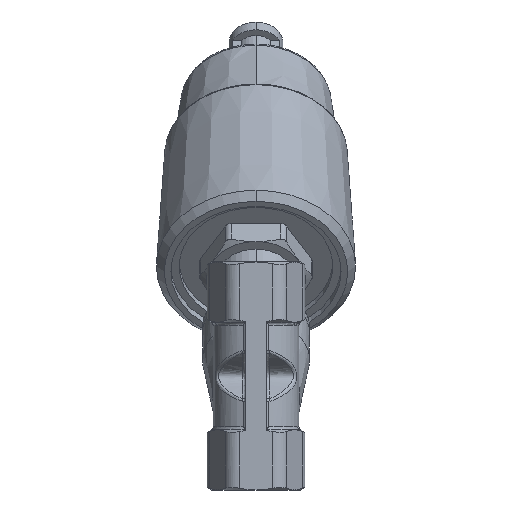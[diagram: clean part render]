
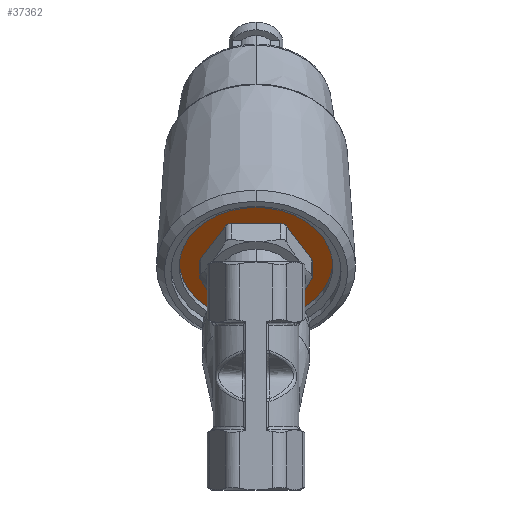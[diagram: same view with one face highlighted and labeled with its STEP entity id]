
A CAD part, front view. The second image highlights one B-rep face of the part: STEP entity #37362.
In plain terms, the highlighted planar face has unit normal (0, -0.766, -0.643).
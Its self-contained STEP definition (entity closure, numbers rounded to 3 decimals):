
#518 = VERTEX_POINT ( 'NONE', #35855 ) ;
#1398 = CARTESIAN_POINT ( 'NONE',  ( 9.238, 62.239, 23.949 ) ) ;
#1477 = DIRECTION ( 'NONE',  ( 1., 0., 0. ) ) ;
#1867 = EDGE_CURVE ( 'NONE', #27216, #32898, #35418, .T. ) ;
#2220 = CIRCLE ( 'NONE', #31270, 2. ) ;
#2292 = EDGE_CURVE ( 'NONE', #27241, #27216, #36306, .T. ) ;
#2510 = EDGE_LOOP ( 'NONE', ( #19580, #27529, #28755, #5146, #36650, #17936, #36439, #8649, #5852, #15716, #9172, #19710 ) ) ;
#3093 = DIRECTION ( 'NONE',  ( 0., -0.766, -0.643 ) ) ;
#3403 = VECTOR ( 'NONE', #6125, 1000. ) ;
#3520 = CARTESIAN_POINT ( 'NONE',  ( 15.011, 53.24, 34.674 ) ) ;
#3973 = CIRCLE ( 'NONE', #16159, 2. ) ;
#4101 = CARTESIAN_POINT ( 'NONE',  ( -16.743, 53.883, 33.908 ) ) ;
#4853 = DIRECTION ( 'NONE',  ( 0., 0.766, 0.643 ) ) ;
#5146 = ORIENTED_EDGE ( 'NONE', *, *, #23319, .F. ) ;
#5373 = DIRECTION ( 'NONE',  ( 0., -0.766, -0.643 ) ) ;
#5852 = ORIENTED_EDGE ( 'NONE', *, *, #6112, .F. ) ;
#5907 = CARTESIAN_POINT ( 'NONE',  ( -7.506, 61.596, 24.715 ) ) ;
#6112 = EDGE_CURVE ( 'NONE', #13450, #35817, #16684, .T. ) ;
#6125 = DIRECTION ( 'NONE',  ( -1., 0., 0. ) ) ;
#6434 = DIRECTION ( 'NONE',  ( 0., -0.643, 0.766 ) ) ;
#6649 = EDGE_CURVE ( 'NONE', #17897, #13450, #7153, .T. ) ;
#6659 = VERTEX_POINT ( 'NONE', #15012 ) ;
#7004 = DIRECTION ( 'NONE',  ( 0.5, 0.557, -0.663 ) ) ;
#7028 = AXIS2_PLACEMENT_3D ( 'NONE', #22184, #4853, #25088 ) ;
#7061 = ORIENTED_EDGE ( 'NONE', *, *, #23108, .T. ) ;
#7153 = CIRCLE ( 'NONE', #32896, 2. ) ;
#7718 = CARTESIAN_POINT ( 'NONE',  ( 16.743, 52.597, 35.44 ) ) ;
#8043 = CARTESIAN_POINT ( 'NONE',  ( 16.743, 52.597, 35.44 ) ) ;
#8649 = ORIENTED_EDGE ( 'NONE', *, *, #21564, .F. ) ;
#8795 = DIRECTION ( 'NONE',  ( 0., -0.643, 0.766 ) ) ;
#9172 = ORIENTED_EDGE ( 'NONE', *, *, #14330, .F. ) ;
#9254 = FACE_OUTER_BOUND ( 'NONE', #30403, .T. ) ;
#9933 = CARTESIAN_POINT ( 'NONE',  ( 7.506, 44.884, 44.632 ) ) ;
#10524 = PLANE ( 'NONE',  #7028 ) ;
#10612 = DIRECTION ( 'NONE',  ( -0.5, -0.557, 0.663 ) ) ;
#11050 = AXIS2_PLACEMENT_3D ( 'NONE', #9933, #30165, #12843 ) ;
#11792 = CARTESIAN_POINT ( 'NONE',  ( -16.743, 53.883, 33.908 ) ) ;
#11969 = VERTEX_POINT ( 'NONE', #11792 ) ;
#12027 = CARTESIAN_POINT ( 'NONE',  ( 9.238, 62.239, 23.949 ) ) ;
#12357 = VECTOR ( 'NONE', #27363, 1000. ) ;
#12843 = DIRECTION ( 'NONE',  ( 0., -0.643, 0.766 ) ) ;
#13266 = AXIS2_PLACEMENT_3D ( 'NONE', #15471, #35692, #18389 ) ;
#13450 = VERTEX_POINT ( 'NONE', #8043 ) ;
#13580 = CARTESIAN_POINT ( 'NONE',  ( -7.506, 43.598, 46.164 ) ) ;
#14330 = EDGE_CURVE ( 'NONE', #15983, #17897, #31153, .T. ) ;
#15012 = CARTESIAN_POINT ( 'NONE',  ( -7.506, 62.882, 23.183 ) ) ;
#15094 = EDGE_CURVE ( 'NONE', #15913, #27090, #26197, .T. ) ;
#15146 = CARTESIAN_POINT ( 'NONE',  ( 0., 38.295, 52.484 ) ) ;
#15268 = CARTESIAN_POINT ( 'NONE',  ( 7.506, 61.596, 24.715 ) ) ;
#15471 = CARTESIAN_POINT ( 'NONE',  ( 0., 53.24, 34.674 ) ) ;
#15569 = CIRCLE ( 'NONE', #11050, 2. ) ;
#15716 = ORIENTED_EDGE ( 'NONE', *, *, #6649, .F. ) ;
#15772 = VECTOR ( 'NONE', #10612, 1000. ) ;
#15913 = VERTEX_POINT ( 'NONE', #15146 ) ;
#15983 = VERTEX_POINT ( 'NONE', #1398 ) ;
#16159 = AXIS2_PLACEMENT_3D ( 'NONE', #15268, #35499, #18190 ) ;
#16280 = ORIENTED_EDGE ( 'NONE', *, *, #15094, .T. ) ;
#16486 = CARTESIAN_POINT ( 'NONE',  ( -9.238, 44.241, 45.398 ) ) ;
#16684 = LINE ( 'NONE', #7718, #15772 ) ;
#16840 = VERTEX_POINT ( 'NONE', #22085 ) ;
#16969 = FACE_BOUND ( 'NONE', #2510, .T. ) ;
#16973 = CARTESIAN_POINT ( 'NONE',  ( -7.506, 44.884, 44.632 ) ) ;
#17122 = EDGE_CURVE ( 'NONE', #16840, #27241, #34164, .T. ) ;
#17852 = DIRECTION ( 'NONE',  ( 0.5, -0.557, 0.663 ) ) ;
#17897 = VERTEX_POINT ( 'NONE', #27742 ) ;
#17936 = ORIENTED_EDGE ( 'NONE', *, *, #2292, .F. ) ;
#18190 = DIRECTION ( 'NONE',  ( 0., -0.643, 0.766 ) ) ;
#18236 = CIRCLE ( 'NONE', #13266, 23.25 ) ;
#18389 = DIRECTION ( 'NONE',  ( 0., -0.643, 0.766 ) ) ;
#18512 = CARTESIAN_POINT ( 'NONE',  ( -9.238, 44.241, 45.398 ) ) ;
#19580 = ORIENTED_EDGE ( 'NONE', *, *, #22005, .F. ) ;
#19710 = ORIENTED_EDGE ( 'NONE', *, *, #34979, .F. ) ;
#19765 = AXIS2_PLACEMENT_3D ( 'NONE', #20392, #3093, #23311 ) ;
#19874 = DIRECTION ( 'NONE',  ( 0., -0.643, 0.766 ) ) ;
#20392 = CARTESIAN_POINT ( 'NONE',  ( 0., 53.24, 34.674 ) ) ;
#21564 = EDGE_CURVE ( 'NONE', #35817, #16840, #15569, .T. ) ;
#21582 = VERTEX_POINT ( 'NONE', #24358 ) ;
#22005 = EDGE_CURVE ( 'NONE', #6659, #21582, #25069, .T. ) ;
#22085 = CARTESIAN_POINT ( 'NONE',  ( 7.506, 43.598, 46.164 ) ) ;
#22184 = CARTESIAN_POINT ( 'NONE',  ( 0., 53.24, 34.674 ) ) ;
#22246 = CARTESIAN_POINT ( 'NONE',  ( -7.506, 62.882, 23.183 ) ) ;
#22697 = CARTESIAN_POINT ( 'NONE',  ( -15.011, 53.24, 34.674 ) ) ;
#23108 = EDGE_CURVE ( 'NONE', #27090, #15913, #18236, .T. ) ;
#23311 = DIRECTION ( 'NONE',  ( 0., -0.643, 0.766 ) ) ;
#23319 = EDGE_CURVE ( 'NONE', #32898, #11969, #34048, .T. ) ;
#23750 = DIRECTION ( 'NONE',  ( 0., -0.766, -0.643 ) ) ;
#24110 = AXIS2_PLACEMENT_3D ( 'NONE', #16973, #37190, #19874 ) ;
#24358 = CARTESIAN_POINT ( 'NONE',  ( 7.506, 62.882, 23.183 ) ) ;
#24404 = CARTESIAN_POINT ( 'NONE',  ( 9.238, 44.241, 45.398 ) ) ;
#25069 = LINE ( 'NONE', #22246, #31831 ) ;
#25088 = DIRECTION ( 'NONE',  ( 0., -0.643, 0.766 ) ) ;
#25601 = DIRECTION ( 'NONE',  ( 0., -0.643, 0.766 ) ) ;
#25719 = VECTOR ( 'NONE', #7004, 1000. ) ;
#25835 = CARTESIAN_POINT ( 'NONE',  ( 0., 68.185, 16.863 ) ) ;
#26125 = DIRECTION ( 'NONE',  ( 0., -0.766, -0.643 ) ) ;
#26197 = CIRCLE ( 'NONE', #19765, 23.25 ) ;
#26423 = EDGE_CURVE ( 'NONE', #518, #6659, #2220, .T. ) ;
#26705 = EDGE_CURVE ( 'NONE', #11969, #518, #33391, .T. ) ;
#27090 = VERTEX_POINT ( 'NONE', #25835 ) ;
#27216 = VERTEX_POINT ( 'NONE', #16486 ) ;
#27241 = VERTEX_POINT ( 'NONE', #13580 ) ;
#27363 = DIRECTION ( 'NONE',  ( -0.5, 0.557, -0.663 ) ) ;
#27529 = ORIENTED_EDGE ( 'NONE', *, *, #26423, .F. ) ;
#27742 = CARTESIAN_POINT ( 'NONE',  ( 16.743, 53.883, 33.908 ) ) ;
#28755 = ORIENTED_EDGE ( 'NONE', *, *, #26705, .F. ) ;
#30145 = CARTESIAN_POINT ( 'NONE',  ( -16.743, 52.597, 35.44 ) ) ;
#30165 = DIRECTION ( 'NONE',  ( 0., -0.766, -0.643 ) ) ;
#30251 = VECTOR ( 'NONE', #17852, 1000. ) ;
#30403 = EDGE_LOOP ( 'NONE', ( #7061, #16280 ) ) ;
#31153 = LINE ( 'NONE', #12027, #30251 ) ;
#31270 = AXIS2_PLACEMENT_3D ( 'NONE', #5907, #26125, #8795 ) ;
#31831 = VECTOR ( 'NONE', #1477, 1000. ) ;
#32268 = CARTESIAN_POINT ( 'NONE',  ( 7.506, 43.598, 46.164 ) ) ;
#32896 = AXIS2_PLACEMENT_3D ( 'NONE', #3520, #23750, #6434 ) ;
#32898 = VERTEX_POINT ( 'NONE', #30145 ) ;
#33391 = LINE ( 'NONE', #4101, #25719 ) ;
#34048 = CIRCLE ( 'NONE', #34578, 2. ) ;
#34164 = LINE ( 'NONE', #32268, #3403 ) ;
#34578 = AXIS2_PLACEMENT_3D ( 'NONE', #22697, #5373, #25601 ) ;
#34979 = EDGE_CURVE ( 'NONE', #21582, #15983, #3973, .T. ) ;
#35418 = LINE ( 'NONE', #18512, #12357 ) ;
#35499 = DIRECTION ( 'NONE',  ( 0., -0.766, -0.643 ) ) ;
#35692 = DIRECTION ( 'NONE',  ( 0., -0.766, -0.643 ) ) ;
#35817 = VERTEX_POINT ( 'NONE', #24404 ) ;
#35855 = CARTESIAN_POINT ( 'NONE',  ( -9.238, 62.239, 23.949 ) ) ;
#36306 = CIRCLE ( 'NONE', #24110, 2. ) ;
#36439 = ORIENTED_EDGE ( 'NONE', *, *, #17122, .F. ) ;
#36650 = ORIENTED_EDGE ( 'NONE', *, *, #1867, .F. ) ;
#37190 = DIRECTION ( 'NONE',  ( 0., -0.766, -0.643 ) ) ;
#37362 = ADVANCED_FACE ( 'NONE', ( #9254, #16969 ), #10524, .F. ) ;
